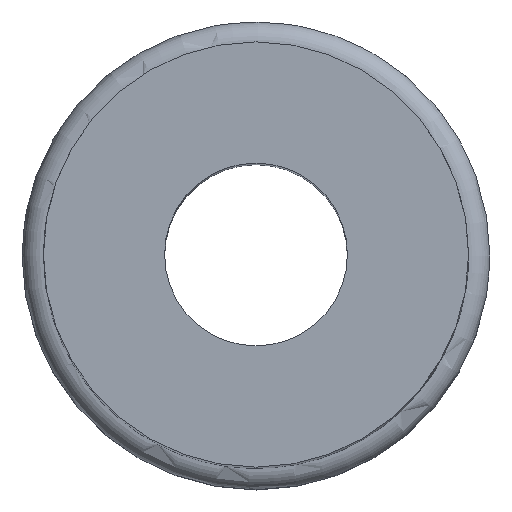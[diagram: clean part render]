
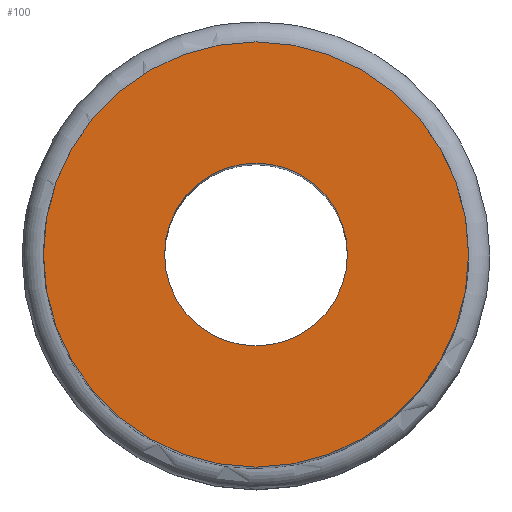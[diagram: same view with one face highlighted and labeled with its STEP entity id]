
A CAD part, top view. The second image highlights one B-rep face of the part: STEP entity #100.
In plain terms, the highlighted planar face has unit normal (0, 0, 1).
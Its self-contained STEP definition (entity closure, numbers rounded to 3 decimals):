
#15=FACE_BOUND('',#39,.T.);
#17=PLANE('',#127);
#32=FACE_OUTER_BOUND('',#38,.T.);
#38=EDGE_LOOP('',(#91));
#39=EDGE_LOOP('',(#92));
#45=CIRCLE('',#121,5.);
#46=CIRCLE('',#123,2.15);
#55=VERTEX_POINT('',#213);
#56=VERTEX_POINT('',#217);
#64=EDGE_CURVE('',#55,#55,#45,.T.);
#66=EDGE_CURVE('',#56,#56,#46,.T.);
#91=ORIENTED_EDGE('',*,*,#64,.T.);
#92=ORIENTED_EDGE('',*,*,#66,.T.);
#100=ADVANCED_FACE('',(#32,#15),#17,.T.);
#121=AXIS2_PLACEMENT_3D('',#214,#141,#142);
#123=AXIS2_PLACEMENT_3D('',#218,#146,#147);
#127=AXIS2_PLACEMENT_3D('',#226,#156,#157);
#141=DIRECTION('center_axis',(0.,0.,1.));
#142=DIRECTION('ref_axis',(-1.,0.,0.));
#146=DIRECTION('center_axis',(0.,0.,-1.));
#147=DIRECTION('ref_axis',(1.,0.,0.));
#156=DIRECTION('center_axis',(0.,0.,1.));
#157=DIRECTION('ref_axis',(1.,0.,0.));
#213=CARTESIAN_POINT('',(5.,0.,20.));
#214=CARTESIAN_POINT('Origin',(0.,0.,
20.));
#217=CARTESIAN_POINT('',(-2.15,0.,20.));
#218=CARTESIAN_POINT('Origin',(0.,0.,
20.));
#226=CARTESIAN_POINT('Origin',(0.,0.,
20.));
